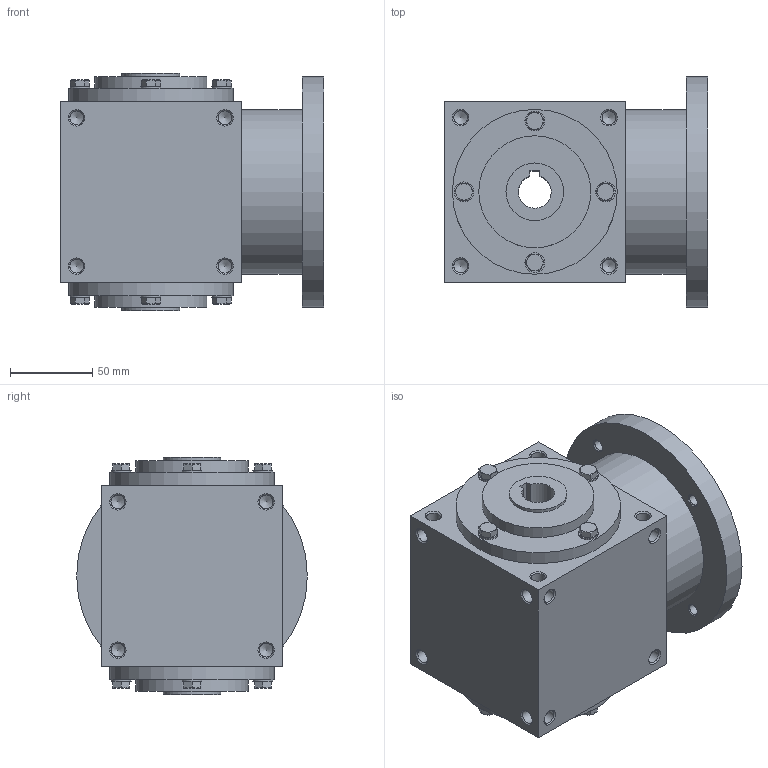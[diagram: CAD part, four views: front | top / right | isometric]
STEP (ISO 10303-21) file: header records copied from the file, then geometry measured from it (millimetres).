
FILE_DESCRIPTION( ( 'STEP AP214' ), '1' );
FILE_NAME( 'MRC110_MC2_R.1_1.5_63_B5.stp', '2018-08-13T13:39:30', ( '' ), ( '' ), ' ', 'PARTsolutions', ' ' );
FILE_SCHEMA( ( 'AUTOMOTIVE_DESIGN { 1 0 10303 214 1 1 1 1 }' ) );
Length unit declared in the file: millimetre
Products named in the file (4): MRC110_MC2_R.1/1.5_63/B5; _MRC11020-case; _MRX110_2-flange; _RC_RR110-screw
Assembly tree (10 placements, depth 2):
  MRC110_MC2_R.1/1.5_63/B5
    _MRC11020-case
    _MRX110_2-flange
    _RC_RR110-screw  x8
Bounding box: 160 x 140 x 144 mm (x, y, z)
Volume: 1887652.3 mm3; surface area: 158242.3 mm2
Topology: 10 solids, 10 shells, 276 faces, 711 edges, 441 vertices
Faces by surface type: cone 104, plane 98, cylinder 74
Full cylindrical faces by diameter (mm): 6.647 x4, 8.376 x48, 12 x8, 24 x1, 35 x2, 68 x2, 95 x1, 100 x3, 140 x1
Entity records: 5834 total; most frequent: DIRECTION 842, CARTESIAN_POINT 767, ORIENTED_EDGE 568, AXIS2_PLACEMENT_3D 395, EDGE_LOOP 304, EDGE_CURVE 284, VERTEX_POINT 248, FACE_OUTER_BOUND 227
